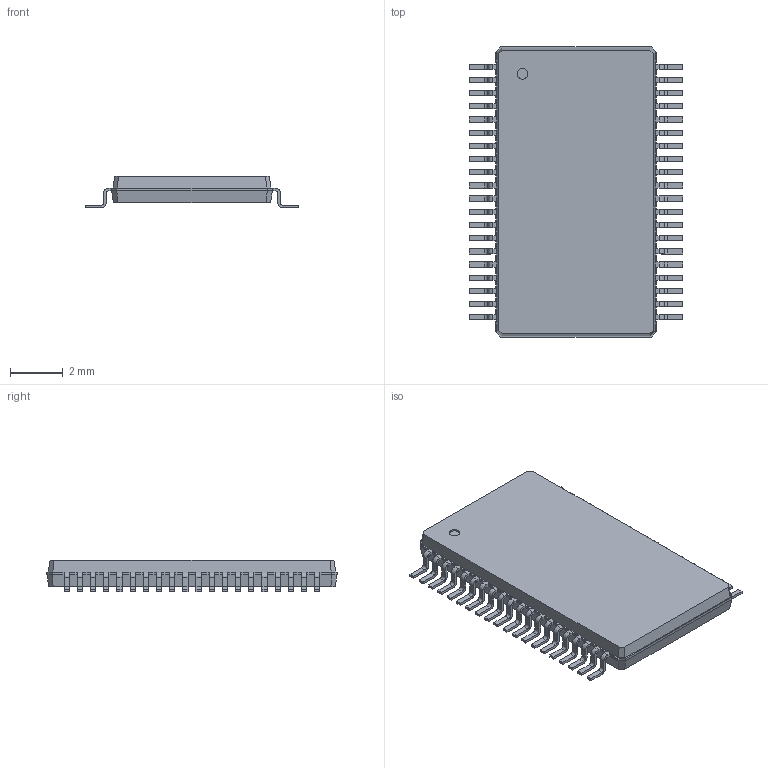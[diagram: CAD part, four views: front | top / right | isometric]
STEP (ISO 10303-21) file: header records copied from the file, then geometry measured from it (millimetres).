
FILE_DESCRIPTION(/* description */ ('model of TSSOP-40_6.1x11mm_P0.5mm'),/* implementation_level */ '2;1');
FILE_NAME(/* name */ 'TSSOP-40_6.1x11mm_P0.5mm.step',/* time_stamp */ '2020-02-14T17:18:44',/* author */ ('kicad StepUp','ksu'),/* organization */ ('FreeCAD'),/* preprocessor_version */ 'OCC',/* originating_system */ 'kicad StepUp',/* authorisation */ '');
FILE_SCHEMA(('AUTOMOTIVE_DESIGN { 1 0 10303 214 1 1 1 1 }'));
Length unit declared in the file: millimetre
Products named in the file (1): TSSOP_40_61x11mm_P05mm
Bounding box: 8.1 x 11 x 1.2 mm (x, y, z)
Volume: 66.4 mm3; surface area: 199.6 mm2
Topology: 1 solids, 1 shells, 636 faces, 1715 edges, 1082 vertices
Faces by surface type: plane 411, cylinder 161, bspline 64
Full cylindrical faces by diameter (mm): 0.4 x1
Entity records: 24023 total; most frequent: CARTESIAN_POINT 3658, ORIENTED_EDGE 3430, DIRECTION 3151, EDGE_CURVE 1715, LINE 1361, VECTOR 1361, VERTEX_POINT 1082, AXIS2_PLACEMENT_3D 895
